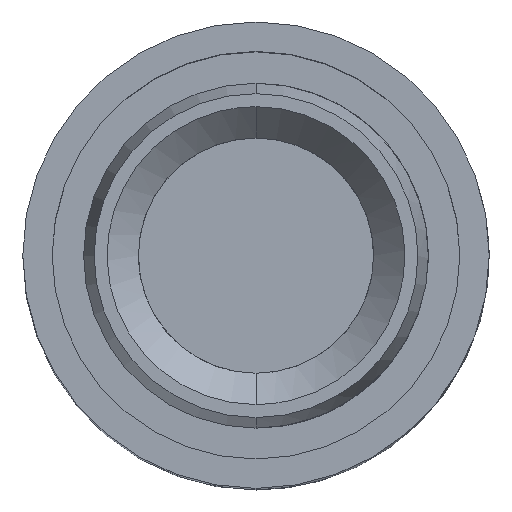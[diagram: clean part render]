
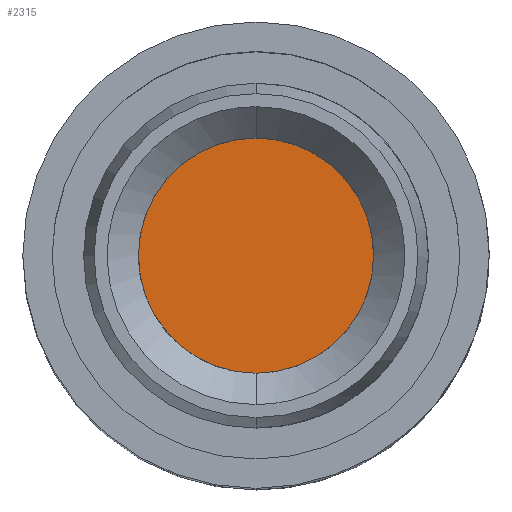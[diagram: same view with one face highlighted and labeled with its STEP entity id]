
A CAD part, top view. The second image highlights one B-rep face of the part: STEP entity #2315.
In plain terms, the highlighted planar face has unit normal (0, 0, 1).
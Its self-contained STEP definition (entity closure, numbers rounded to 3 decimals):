
#2309=AXIS2_PLACEMENT_3D('Plane Axis2P3D',#2306,#2307,#2308) ;
#2193=CARTESIAN_POINT('Vertex',(2.975,4.475,21.072)) ;
#2197=CARTESIAN_POINT('Control Point',(2.975,4.475,21.072)) ;
#2198=CARTESIAN_POINT('Control Point',(3.446,4.475,21.072)) ;
#2199=CARTESIAN_POINT('Control Point',(3.917,4.29,21.072)) ;
#2200=CARTESIAN_POINT('Control Point',(4.29,3.917,21.072)) ;
#2201=CARTESIAN_POINT('Control Point',(4.66,2.975,21.072)) ;
#2202=CARTESIAN_POINT('Control Point',(4.29,2.033,21.072)) ;
#2203=CARTESIAN_POINT('Control Point',(3.917,1.66,21.072)) ;
#2204=CARTESIAN_POINT('Control Point',(3.446,1.475,21.072)) ;
#2205=CARTESIAN_POINT('Control Point',(2.975,1.475,21.072)) ;
#2206=CARTESIAN_POINT('Vertex',(2.975,1.475,21.072)) ;
#2227=CARTESIAN_POINT('Control Point',(2.975,1.475,21.072)) ;
#2228=CARTESIAN_POINT('Control Point',(2.504,1.475,21.072)) ;
#2229=CARTESIAN_POINT('Control Point',(2.033,1.66,21.072)) ;
#2230=CARTESIAN_POINT('Control Point',(1.66,2.033,21.072)) ;
#2231=CARTESIAN_POINT('Control Point',(1.29,2.975,21.072)) ;
#2232=CARTESIAN_POINT('Control Point',(1.66,3.917,21.072)) ;
#2233=CARTESIAN_POINT('Control Point',(2.033,4.29,21.072)) ;
#2234=CARTESIAN_POINT('Control Point',(2.504,4.475,21.072)) ;
#2235=CARTESIAN_POINT('Control Point',(2.975,4.475,21.072)) ;
#2306=CARTESIAN_POINT('Axis2P3D Location',(2.975,2.225,21.072)) ;
#2307=DIRECTION('Axis2P3D Direction',(0.,0.,-1.)) ;
#2308=DIRECTION('Axis2P3D XDirection',(0.,-1.,0.)) ;
#2312=ORIENTED_EDGE('',*,*,#2208,.F.) ;
#2313=ORIENTED_EDGE('',*,*,#2236,.F.) ;
#2315=ADVANCED_FACE('Hauptkoerper',(#2314),#2310,.F.) ;
#2196=B_SPLINE_CURVE_WITH_KNOTS('',5,(#2197,#2198,#2199,#2200,#2201,#2202,#2203,#2204,#2205),.UNSPECIFIED.,.F.,.U.,(6,3,6),(-2.356,0.,2.356),.UNSPECIFIED.) ;
#2226=B_SPLINE_CURVE_WITH_KNOTS('',5,(#2227,#2228,#2229,#2230,#2231,#2232,#2233,#2234,#2235),.UNSPECIFIED.,.F.,.U.,(6,3,6),(-2.356,0.,2.356),.UNSPECIFIED.) ;
#2208=EDGE_CURVE('',#2194,#2207,#2196,.T.) ;
#2236=EDGE_CURVE('',#2207,#2194,#2226,.T.) ;
#2311=EDGE_LOOP('',(#2312,#2313)) ;
#2314=FACE_OUTER_BOUND('',#2311,.T.) ;
#2310=PLANE('',#2309) ;
#2194=VERTEX_POINT('',#2193) ;
#2207=VERTEX_POINT('',#2206) ;
